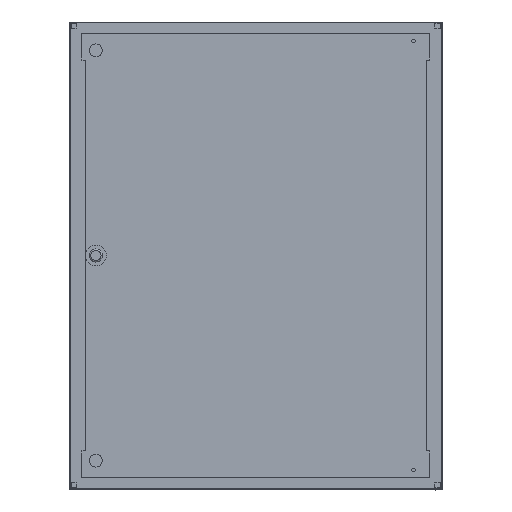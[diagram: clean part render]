
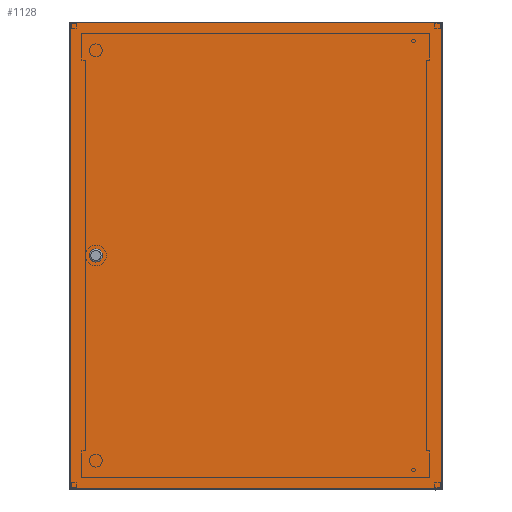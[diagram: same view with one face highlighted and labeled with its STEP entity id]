
A CAD part, top view. The second image highlights one B-rep face of the part: STEP entity #1128.
In plain terms, the highlighted face is planar.
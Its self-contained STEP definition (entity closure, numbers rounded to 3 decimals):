
#110 = VERTEX_POINT ( 'NONE', #3700 ) ;
#238 = EDGE_CURVE ( 'NONE', #110, #13610, #10660, .T. ) ;
#362 = AXIS2_PLACEMENT_3D ( 'NONE', #10474, #6082, #2707 ) ;
#802 = CARTESIAN_POINT ( 'NONE',  ( 397.5, -499.25, 0. ) ) ;
#965 = DIRECTION ( 'NONE',  ( -1., 0., 0. ) ) ;
#1128 = ADVANCED_FACE ( 'NONE', ( #9960, #3086 ), #7628, .T. ) ;
#1517 = VERTEX_POINT ( 'NONE', #3015 ) ;
#1856 = CARTESIAN_POINT ( 'NONE',  ( 397.5, 499.25, 0. ) ) ;
#2411 = EDGE_CURVE ( 'NONE', #9165, #7449, #3628, .T. ) ;
#2707 = DIRECTION ( 'NONE',  ( -1., 0., 0. ) ) ;
#2873 = VECTOR ( 'NONE', #3657, 1000. ) ;
#3015 = CARTESIAN_POINT ( 'NONE',  ( 397.5, 499.25, 0. ) ) ;
#3086 = FACE_OUTER_BOUND ( 'NONE', #14026, .T. ) ;
#3465 = DIRECTION ( 'NONE',  ( 0., -1., 0. ) ) ;
#3628 = CIRCLE ( 'NONE', #362, 14. ) ;
#3657 = DIRECTION ( 'NONE',  ( 0., 1., 0. ) ) ;
#3700 = CARTESIAN_POINT ( 'NONE',  ( -397.5, -499.25, 0. ) ) ;
#3736 = LINE ( 'NONE', #9228, #2873 ) ;
#4492 = CARTESIAN_POINT ( 'NONE',  ( -397.5, 499.25, 0. ) ) ;
#4667 = DIRECTION ( 'NONE',  ( -1., 0., 0. ) ) ;
#6082 = DIRECTION ( 'NONE',  ( 0., 0., -1. ) ) ;
#6219 = ORIENTED_EDGE ( 'NONE', *, *, #238, .F. ) ;
#6345 = CARTESIAN_POINT ( 'NONE',  ( 328.5, 0., 0. ) ) ;
#7007 = AXIS2_PLACEMENT_3D ( 'NONE', #11408, #9277, #4667 ) ;
#7449 = VERTEX_POINT ( 'NONE', #6345 ) ;
#7628 = PLANE ( 'NONE',  #11113 ) ;
#7834 = EDGE_CURVE ( 'NONE', #1517, #14006, #12993, .T. ) ;
#8675 = DIRECTION ( 'NONE',  ( -1., 0., 0. ) ) ;
#9165 = VERTEX_POINT ( 'NONE', #11023 ) ;
#9228 = CARTESIAN_POINT ( 'NONE',  ( 397.5, 499.25, 0. ) ) ;
#9277 = DIRECTION ( 'NONE',  ( 0., 0., -1. ) ) ;
#9783 = DIRECTION ( 'NONE',  ( 1., 0., 0. ) ) ;
#9854 = LINE ( 'NONE', #4492, #11111 ) ;
#9960 = FACE_BOUND ( 'NONE', #10189, .T. ) ;
#10189 = EDGE_LOOP ( 'NONE', ( #13833, #14096 ) ) ;
#10474 = CARTESIAN_POINT ( 'NONE',  ( 342.5, 0., 0. ) ) ;
#10660 = LINE ( 'NONE', #10734, #11629 ) ;
#10734 = CARTESIAN_POINT ( 'NONE',  ( 397.5, -499.25, 0. ) ) ;
#10988 = EDGE_CURVE ( 'NONE', #13610, #1517, #3736, .T. ) ;
#11000 = DIRECTION ( 'NONE',  ( 0., 0., -1. ) ) ;
#11023 = CARTESIAN_POINT ( 'NONE',  ( 356.5, 0., 0. ) ) ;
#11111 = VECTOR ( 'NONE', #3465, 1000. ) ;
#11113 = AXIS2_PLACEMENT_3D ( 'NONE', #12101, #11000, #965 ) ;
#11408 = CARTESIAN_POINT ( 'NONE',  ( 342.5, 0., 0. ) ) ;
#11623 = ORIENTED_EDGE ( 'NONE', *, *, #12104, .F. ) ;
#11629 = VECTOR ( 'NONE', #9783, 1000. ) ;
#11736 = VECTOR ( 'NONE', #8675, 1000. ) ;
#12006 = CARTESIAN_POINT ( 'NONE',  ( -397.5, 499.25, 0. ) ) ;
#12101 = CARTESIAN_POINT ( 'NONE',  ( 0., 0., 0. ) ) ;
#12104 = EDGE_CURVE ( 'NONE', #14006, #110, #9854, .T. ) ;
#12499 = ORIENTED_EDGE ( 'NONE', *, *, #10988, .F. ) ;
#12993 = LINE ( 'NONE', #1856, #11736 ) ;
#13202 = ORIENTED_EDGE ( 'NONE', *, *, #7834, .F. ) ;
#13348 = CIRCLE ( 'NONE', #7007, 14. ) ;
#13610 = VERTEX_POINT ( 'NONE', #802 ) ;
#13736 = EDGE_CURVE ( 'NONE', #7449, #9165, #13348, .T. ) ;
#13833 = ORIENTED_EDGE ( 'NONE', *, *, #2411, .F. ) ;
#14006 = VERTEX_POINT ( 'NONE', #12006 ) ;
#14026 = EDGE_LOOP ( 'NONE', ( #11623, #13202, #12499, #6219 ) ) ;
#14096 = ORIENTED_EDGE ( 'NONE', *, *, #13736, .F. ) ;
